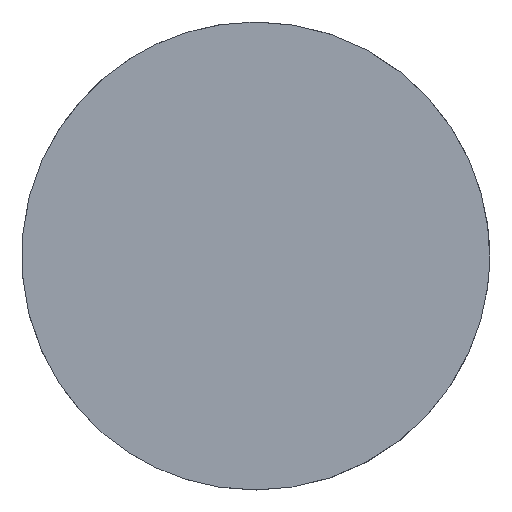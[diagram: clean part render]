
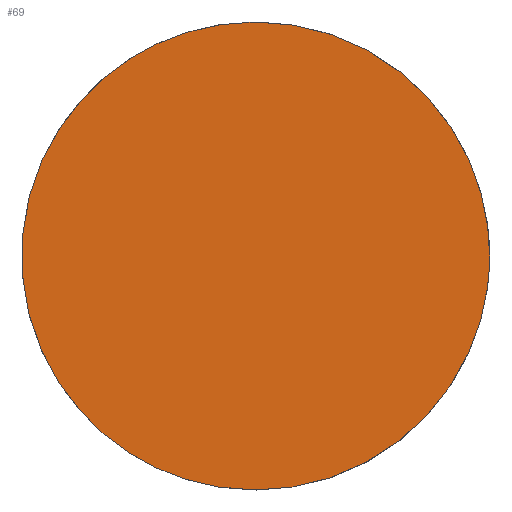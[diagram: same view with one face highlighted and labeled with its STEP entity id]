
A CAD part, front view. The second image highlights one B-rep face of the part: STEP entity #69.
In plain terms, the highlighted free-form (B-spline) face has degree [1, 1] with [2, 2] control points.
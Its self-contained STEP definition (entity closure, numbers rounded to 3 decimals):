
#21 = EDGE_CURVE('',#22,#22,#24,.T.);
#22 = VERTEX_POINT('',#23);
#23 = CARTESIAN_POINT('',(20.147,3.337,
    0.));
#24 = ( BOUNDED_CURVE() B_SPLINE_CURVE(2,(#25,#26,#27,#28,#29,#30,#31),
.UNSPECIFIED.,.T.,.F.) B_SPLINE_CURVE_WITH_KNOTS((3,2,2,3),(
    3.142,5.236,7.33,9.425),
.PIECEWISE_BEZIER_KNOTS.) CURVE() GEOMETRIC_REPRESENTATION_ITEM() 
RATIONAL_B_SPLINE_CURVE((1.,0.5,1.,0.5,1.,0.5,1.)) REPRESENTATION_ITEM(
  '') );
#25 = CARTESIAN_POINT('',(20.147,3.337,
    0.));
#26 = CARTESIAN_POINT('',(20.147,3.337,34.895)
  );
#27 = CARTESIAN_POINT('',(-10.073,3.337,17.447)
  );
#28 = CARTESIAN_POINT('',(-40.293,3.337,
    0.));
#29 = CARTESIAN_POINT('',(-10.073,3.337,-17.447
    ));
#30 = CARTESIAN_POINT('',(20.147,3.337,-34.895
    ));
#31 = CARTESIAN_POINT('',(20.147,3.337,
    0.));
#69 = ADVANCED_FACE('',(#70),#73,.F.);
#70 = FACE_BOUND('',#71,.T.);
#71 = EDGE_LOOP('',(#72));
#72 = ORIENTED_EDGE('',*,*,#21,.T.);
#73 = B_SPLINE_SURFACE_WITH_KNOTS('',1,1,(
    (#74,#75)
    ,(#76,#77)),.UNSPECIFIED.,.F.,.F.,.F.,(2,2),(2,2),(-13.801,
    13.801),(-13.801,13.801),
  .PIECEWISE_BEZIER_KNOTS.);
#74 = CARTESIAN_POINT('',(20.147,3.337,-20.147
    ));
#75 = CARTESIAN_POINT('',(20.147,3.337,20.147
    ));
#76 = CARTESIAN_POINT('',(-20.147,3.337,-20.147
    ));
#77 = CARTESIAN_POINT('',(-20.147,3.337,20.147
    ));
